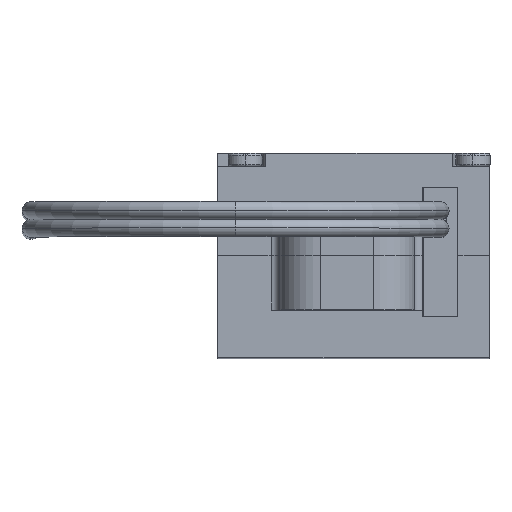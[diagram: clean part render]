
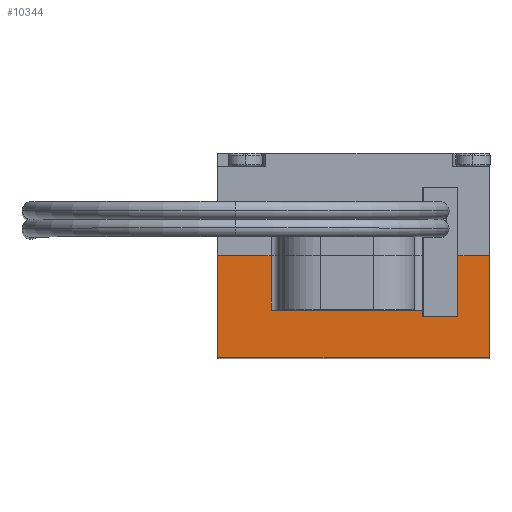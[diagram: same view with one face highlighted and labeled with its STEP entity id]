
A CAD part, top view. The second image highlights one B-rep face of the part: STEP entity #10344.
In plain terms, the highlighted planar face has unit normal (0, 0, 1).
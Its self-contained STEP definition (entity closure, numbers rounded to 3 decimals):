
#72 = CARTESIAN_POINT ( 'NONE',  ( 19.9, 7.5, 0. ) ) ;
#236 = VECTOR ( 'NONE', #300, 1000. ) ;
#300 = DIRECTION ( 'NONE',  ( 0., 1., 0. ) ) ;
#424 = EDGE_CURVE ( 'NONE', #7219, #6692, #1746, .T. ) ;
#530 = EDGE_CURVE ( 'NONE', #876, #6932, #3027, .T. ) ;
#782 = ORIENTED_EDGE ( 'NONE', *, *, #7701, .T. ) ;
#876 = VERTEX_POINT ( 'NONE', #1572 ) ;
#1081 = ORIENTED_EDGE ( 'NONE', *, *, #3693, .F. ) ;
#1135 = VERTEX_POINT ( 'NONE', #1912 ) ;
#1142 = CARTESIAN_POINT ( 'NONE',  ( 15., 3.5, 0. ) ) ;
#1391 = CARTESIAN_POINT ( 'NONE',  ( 19.9, 7.5, 0. ) ) ;
#1463 = EDGE_CURVE ( 'NONE', #6692, #6932, #5649, .T. ) ;
#1572 = CARTESIAN_POINT ( 'NONE',  ( 0., 0., 0. ) ) ;
#1586 = ORIENTED_EDGE ( 'NONE', *, *, #11550, .F. ) ;
#1746 = LINE ( 'NONE', #6871, #6101 ) ;
#1753 = AXIS2_PLACEMENT_3D ( 'NONE', #3615, #2730, #9267 ) ;
#1912 = CARTESIAN_POINT ( 'NONE',  ( 3.9, 3.5, 0. ) ) ;
#2107 = LINE ( 'NONE', #5981, #7053 ) ;
#2198 = CARTESIAN_POINT ( 'NONE',  ( 19.9, 0., 0. ) ) ;
#2262 = DIRECTION ( 'NONE',  ( 1., 0., 0. ) ) ;
#2386 = VERTEX_POINT ( 'NONE', #3914 ) ;
#2388 = DIRECTION ( 'NONE',  ( 1., 0., 0. ) ) ;
#2597 = LINE ( 'NONE', #9647, #7256 ) ;
#2730 = DIRECTION ( 'NONE',  ( 0., 0., -1. ) ) ;
#3027 = LINE ( 'NONE', #3356, #7686 ) ;
#3117 = VERTEX_POINT ( 'NONE', #9798 ) ;
#3212 = VERTEX_POINT ( 'NONE', #7154 ) ;
#3356 = CARTESIAN_POINT ( 'NONE',  ( 19.9, 0., 0. ) ) ;
#3434 = VECTOR ( 'NONE', #9927, 1000. ) ;
#3565 = EDGE_CURVE ( 'NONE', #2386, #7219, #7637, .T. ) ;
#3615 = CARTESIAN_POINT ( 'NONE',  ( 19.9, 7.5, 0. ) ) ;
#3674 = EDGE_CURVE ( 'NONE', #3117, #876, #2107, .T. ) ;
#3693 = EDGE_CURVE ( 'NONE', #3117, #3212, #9254, .T. ) ;
#3914 = CARTESIAN_POINT ( 'NONE',  ( 17.6, 3., 0. ) ) ;
#4087 = VECTOR ( 'NONE', #11184, 1000. ) ;
#4271 = VECTOR ( 'NONE', #8840, 1000. ) ;
#4344 = ORIENTED_EDGE ( 'NONE', *, *, #5444, .T. ) ;
#4817 = ORIENTED_EDGE ( 'NONE', *, *, #3674, .T. ) ;
#5080 = DIRECTION ( 'NONE',  ( 1., 0., 0. ) ) ;
#5294 = CARTESIAN_POINT ( 'NONE',  ( 19.9, 7.5, 0. ) ) ;
#5444 = EDGE_CURVE ( 'NONE', #1135, #3212, #8798, .T. ) ;
#5649 = LINE ( 'NONE', #5294, #3434 ) ;
#5802 = DIRECTION ( 'NONE',  ( 0., 1., 0. ) ) ;
#5981 = CARTESIAN_POINT ( 'NONE',  ( 0., 7.5, 0. ) ) ;
#6016 = VECTOR ( 'NONE', #11697, 1000. ) ;
#6101 = VECTOR ( 'NONE', #5080, 1000. ) ;
#6254 = ORIENTED_EDGE ( 'NONE', *, *, #530, .T. ) ;
#6389 = CARTESIAN_POINT ( 'NONE',  ( 17.6, 7.5, 0. ) ) ;
#6692 = VERTEX_POINT ( 'NONE', #72 ) ;
#6784 = EDGE_CURVE ( 'NONE', #10415, #10528, #10337, .T. ) ;
#6850 = ORIENTED_EDGE ( 'NONE', *, *, #6784, .T. ) ;
#6871 = CARTESIAN_POINT ( 'NONE',  ( 19.9, 7.5, 0. ) ) ;
#6908 = DIRECTION ( 'NONE',  ( 0., -1., 0. ) ) ;
#6932 = VERTEX_POINT ( 'NONE', #2198 ) ;
#7053 = VECTOR ( 'NONE', #6908, 1000. ) ;
#7154 = CARTESIAN_POINT ( 'NONE',  ( 3.9, 7.5, 0. ) ) ;
#7219 = VERTEX_POINT ( 'NONE', #6389 ) ;
#7256 = VECTOR ( 'NONE', #2262, 1000. ) ;
#7289 = VECTOR ( 'NONE', #5802, 1000. ) ;
#7367 = ORIENTED_EDGE ( 'NONE', *, *, #3565, .F. ) ;
#7637 = LINE ( 'NONE', #7722, #236 ) ;
#7653 = CARTESIAN_POINT ( 'NONE',  ( 15., 3., 0. ) ) ;
#7686 = VECTOR ( 'NONE', #2388, 1000. ) ;
#7701 = EDGE_CURVE ( 'NONE', #10528, #1135, #11471, .T. ) ;
#7722 = CARTESIAN_POINT ( 'NONE',  ( 17.6, 3., 0. ) ) ;
#7889 = ORIENTED_EDGE ( 'NONE', *, *, #1463, .F. ) ;
#8328 = PLANE ( 'NONE',  #1753 ) ;
#8408 = CARTESIAN_POINT ( 'NONE',  ( 15., 3., 0. ) ) ;
#8798 = LINE ( 'NONE', #10796, #6016 ) ;
#8840 = DIRECTION ( 'NONE',  ( 1., 0., 0. ) ) ;
#9254 = LINE ( 'NONE', #1391, #4271 ) ;
#9267 = DIRECTION ( 'NONE',  ( -1., 0., 0. ) ) ;
#9647 = CARTESIAN_POINT ( 'NONE',  ( 17.6, 3., 0. ) ) ;
#9798 = CARTESIAN_POINT ( 'NONE',  ( 0., 7.5, 0. ) ) ;
#9927 = DIRECTION ( 'NONE',  ( 0., -1., 0. ) ) ;
#10254 = CARTESIAN_POINT ( 'NONE',  ( 4.5, 3.5, 0. ) ) ;
#10296 = EDGE_LOOP ( 'NONE', ( #782, #4344, #1081, #4817, #6254, #7889, #10447, #7367, #1586, #6850 ) ) ;
#10337 = LINE ( 'NONE', #7653, #7289 ) ;
#10344 = ADVANCED_FACE ( 'NONE', ( #10744 ), #8328, .F. ) ;
#10415 = VERTEX_POINT ( 'NONE', #8408 ) ;
#10447 = ORIENTED_EDGE ( 'NONE', *, *, #424, .F. ) ;
#10528 = VERTEX_POINT ( 'NONE', #1142 ) ;
#10744 = FACE_OUTER_BOUND ( 'NONE', #10296, .T. ) ;
#10796 = CARTESIAN_POINT ( 'NONE',  ( 3.9, 7.5, 0. ) ) ;
#11184 = DIRECTION ( 'NONE',  ( -1., 0., 0. ) ) ;
#11471 = LINE ( 'NONE', #10254, #4087 ) ;
#11550 = EDGE_CURVE ( 'NONE', #10415, #2386, #2597, .T. ) ;
#11697 = DIRECTION ( 'NONE',  ( 0., 1., 0. ) ) ;
